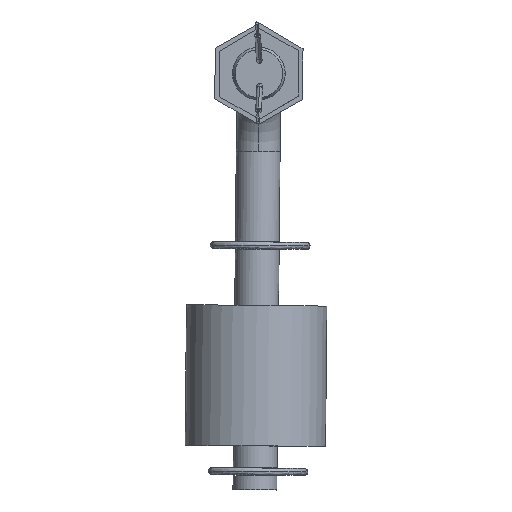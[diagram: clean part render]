
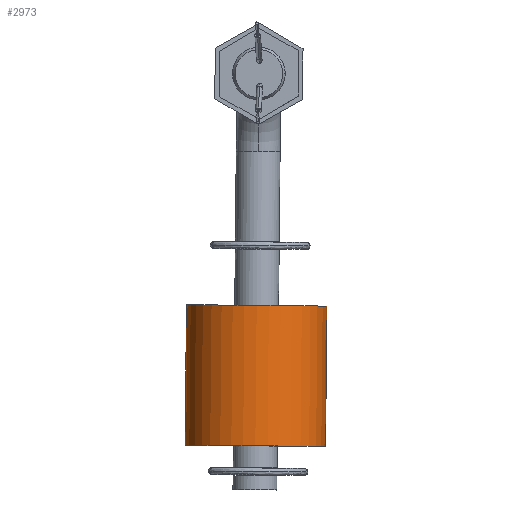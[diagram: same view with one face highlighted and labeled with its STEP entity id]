
A CAD part, top view. The second image highlights one B-rep face of the part: STEP entity #2973.
In plain terms, the highlighted cylindrical face has radius 12.7 mm (diameter 25.4 mm), a partial arc.
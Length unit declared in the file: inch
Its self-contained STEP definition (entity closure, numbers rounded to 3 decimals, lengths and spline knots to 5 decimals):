
#21 = DIRECTION ( 'NONE',  ( -0.01, -1., 0. ) ) ;
#58 = ORIENTED_EDGE ( 'NONE', *, *, #1802, .F. ) ;
#78 = CARTESIAN_POINT ( 'NONE',  ( -0.52544, -2.64257, -2.06 ) ) ;
#102 = VERTEX_POINT ( 'NONE', #3125 ) ;
#214 = AXIS2_PLACEMENT_3D ( 'NONE', #3815, #1870, #4152 ) ;
#418 = ORIENTED_EDGE ( 'NONE', *, *, #2597, .T. ) ;
#470 = CIRCLE ( 'NONE', #214, 0.5 ) ;
#477 = DIRECTION ( 'NONE',  ( 1., -0.01, 0. ) ) ;
#1355 = CARTESIAN_POINT ( 'NONE',  ( -0.01584, -1.64743, -2.06 ) ) ;
#1683 = DIRECTION ( 'NONE',  ( 1., -0.01, 0. ) ) ;
#1802 = EDGE_CURVE ( 'NONE', #3471, #2530, #2586, .T. ) ;
#1870 = DIRECTION ( 'NONE',  ( -0.01, -1., 0. ) ) ;
#2067 = ORIENTED_EDGE ( 'NONE', *, *, #2546, .F. ) ;
#2234 = AXIS2_PLACEMENT_3D ( 'NONE', #1355, #3628, #1683 ) ;
#2247 = CARTESIAN_POINT ( 'NONE',  ( -0.51582, -1.64262, -2.06 ) ) ;
#2250 = ORIENTED_EDGE ( 'NONE', *, *, #2904, .T. ) ;
#2377 = AXIS2_PLACEMENT_3D ( 'NONE', #3383, #4015, #477 ) ;
#2472 = VERTEX_POINT ( 'NONE', #78 ) ;
#2530 = VERTEX_POINT ( 'NONE', #3165 ) ;
#2539 = VECTOR ( 'NONE', #2902, 39.37008 ) ;
#2546 = EDGE_CURVE ( 'NONE', #2530, #2472, #470, .T. ) ;
#2563 = CYLINDRICAL_SURFACE ( 'NONE', #2377, 0.5 ) ;
#2586 = LINE ( 'NONE', #2883, #2539 ) ;
#2597 = EDGE_CURVE ( 'NONE', #102, #2472, #4123, .T. ) ;
#2661 = EDGE_LOOP ( 'NONE', ( #2250, #418, #2067, #58 ) ) ;
#2732 = FACE_OUTER_BOUND ( 'NONE', #2661, .T. ) ;
#2829 = CIRCLE ( 'NONE', #2234, 0.5 ) ;
#2883 = CARTESIAN_POINT ( 'NONE',  ( 0.48413, -1.65223, -2.06 ) ) ;
#2902 = DIRECTION ( 'NONE',  ( -0.01, -1., 0. ) ) ;
#2904 = EDGE_CURVE ( 'NONE', #3471, #102, #2829, .T. ) ;
#2973 = ADVANCED_FACE ( 'NONE', ( #2732 ), #2563, .T. ) ;
#3125 = CARTESIAN_POINT ( 'NONE',  ( -0.51582, -1.64262, -2.06 ) ) ;
#3165 = CARTESIAN_POINT ( 'NONE',  ( 0.47452, -2.65219, -2.06 ) ) ;
#3383 = CARTESIAN_POINT ( 'NONE',  ( -0.01584, -1.64743, -2.06 ) ) ;
#3471 = VERTEX_POINT ( 'NONE', #3818 ) ;
#3628 = DIRECTION ( 'NONE',  ( -0.01, -1., 0. ) ) ;
#3815 = CARTESIAN_POINT ( 'NONE',  ( -0.02546, -2.64738, -2.06 ) ) ;
#3818 = CARTESIAN_POINT ( 'NONE',  ( 0.48413, -1.65223, -2.06 ) ) ;
#4015 = DIRECTION ( 'NONE',  ( -0.01, -1., 0. ) ) ;
#4123 = LINE ( 'NONE', #2247, #4126 ) ;
#4126 = VECTOR ( 'NONE', #21, 39.37008 ) ;
#4152 = DIRECTION ( 'NONE',  ( 1., -0.01, 0. ) ) ;
